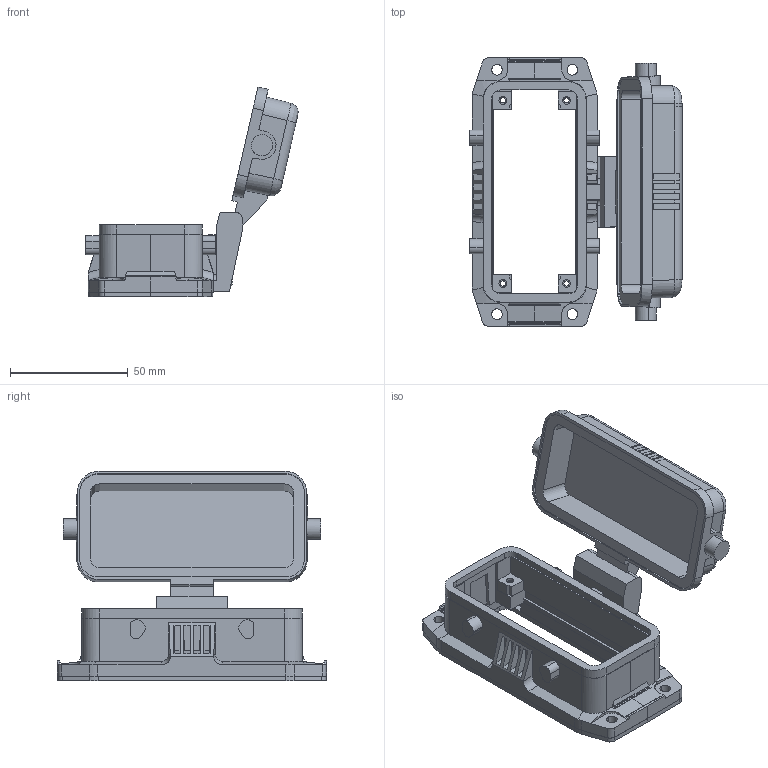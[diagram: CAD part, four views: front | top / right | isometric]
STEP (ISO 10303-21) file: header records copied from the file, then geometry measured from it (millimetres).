
FILE_DESCRIPTION(('Creo Elements/Direct Modeling STEP Export'),'2;1');
FILE_NAME('model.stp','2020-08-26T13:29:22',(''),(''),'Creo Elements/Direct Modeling STEP processor for AP214 (Solid Model)','Creo Elements/Direct Modeling 20.1A 29-Sep-2018 (C) Parametric Technology GmbH','');
FILE_SCHEMA(('AUTOMOTIVE_DESIGN { 1 0 10303 214 1 1 1 1 }'));
Length unit declared in the file: millimetre
Products named in the file (2): HC_EVO_B16_BFDC_PLRBK-select
Assembly tree (1 placements, depth 2):
  HC_EVO_B16_BFDC_PLRBK-select
    HC_EVO_B16_BFDC_PLRBK-select
Bounding box: 90.06 x 114.2 x 89.03 mm (x, y, z)
Volume: 81073.6 mm3; surface area: 45877.1 mm2
Topology: 1 solids, 1 shells, 535 faces, 1524 edges, 1017 vertices
Faces by surface type: plane 372, cylinder 132, cone 16, bspline 14, sphere 1
Entity records: 22144 total; most frequent: CARTESIAN_POINT 6707, ORIENTED_EDGE 3048, DIRECTION 2616, EDGE_CURVE 1524, VECTOR 1048, LINE 1048, VERTEX_POINT 1017, AXIS2_PLACEMENT_3D 784
